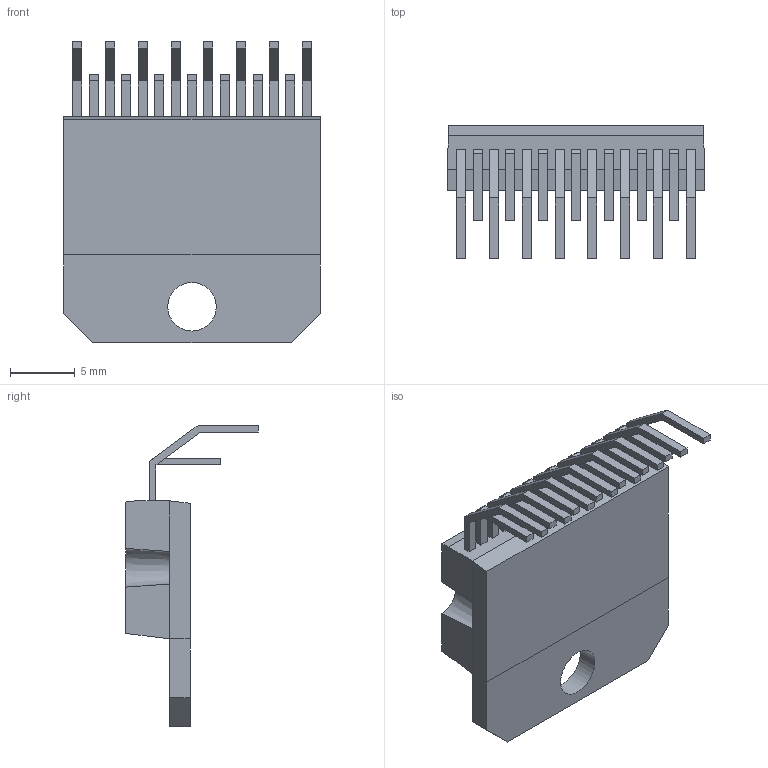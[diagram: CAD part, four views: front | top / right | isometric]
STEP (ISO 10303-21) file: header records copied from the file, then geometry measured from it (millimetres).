
FILE_DESCRIPTION (( 'STEP AP214' ), '1' );
FILE_NAME ('L298HN_MODEL.STEP', '2016-08-04T08:15:24', ( 'NgocHoang' ), ( '' ), 'SwSTEP 2.0', 'SolidWorks 2010', '' );
FILE_SCHEMA (( 'AUTOMOTIVE_DESIGN' ));
Length unit declared in the file: millimetre
Products named in the file (1): L298HN_MODEL
Bounding box: 19.9 x 10.28 x 23.34 mm (x, y, z)
Volume: 1270 mm3; surface area: 1377.1 mm2
Topology: 1 solids, 1 shells, 163 faces, 416 edges, 272 vertices
Faces by surface type: plane 151, cylinder 6, cone 6
Entity records: 5162 total; most frequent: CARTESIAN_POINT 876, ORIENTED_EDGE 832, DIRECTION 760, EDGE_CURVE 416, LINE 392, VECTOR 392, VERTEX_POINT 272, AXIS2_PLACEMENT_3D 184
